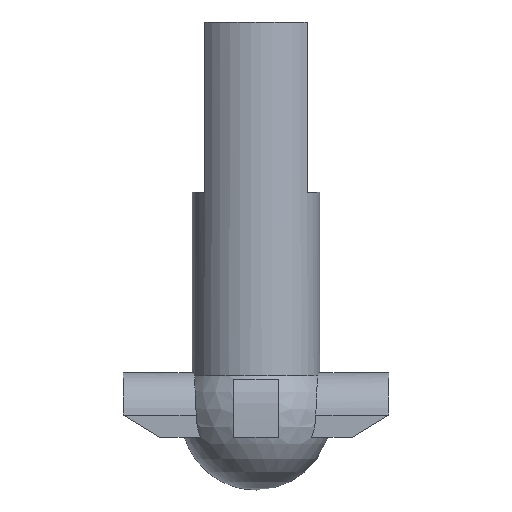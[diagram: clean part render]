
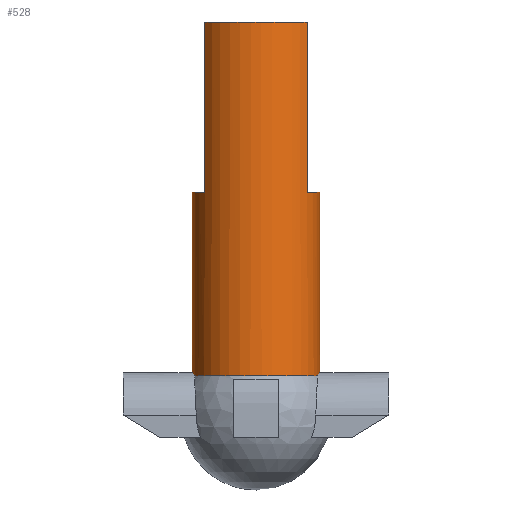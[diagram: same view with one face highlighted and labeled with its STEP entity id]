
A CAD part, front view. The second image highlights one B-rep face of the part: STEP entity #528.
In plain terms, the highlighted cylindrical face has radius 1.875 mm (diameter 3.75 mm), a full revolution.
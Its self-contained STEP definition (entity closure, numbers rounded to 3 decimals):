
#16=CYLINDRICAL_SURFACE('',#573,1.875);
#34=LINE('',#909,#75);
#35=LINE('',#913,#76);
#36=LINE('',#917,#77);
#37=LINE('',#921,#78);
#38=LINE('',#925,#79);
#39=LINE('',#929,#80);
#40=LINE('',#933,#81);
#41=LINE('',#937,#82);
#42=LINE('',#941,#83);
#75=VECTOR('',#669,1.875);
#76=VECTOR('',#672,1.);
#77=VECTOR('',#675,1.);
#78=VECTOR('',#678,1.);
#79=VECTOR('',#681,1.);
#80=VECTOR('',#684,1.);
#81=VECTOR('',#687,1.);
#82=VECTOR('',#690,1.);
#83=VECTOR('',#693,1.);
#145=FACE_OUTER_BOUND('',#176,.T.);
#176=EDGE_LOOP('',(#418,#419,#420,#421,#422,#423,#424,#425,#426,#427,#428,
#429,#430,#431,#432,#433,#434,#435,#436,#437,#438,#439,#440,#441));
#199=B_SPLINE_CURVE_WITH_KNOTS('',3,(#891,#892,#893,#894,#895,#896,#897,
#898,#899,#900),.UNSPECIFIED.,.F.,.F.,(4,2,2,2,4),(5.788,6.034,
6.294,6.555,6.8),.UNSPECIFIED.);
#200=B_SPLINE_CURVE_WITH_KNOTS('',3,(#902,#903,#904,#905,#906,#907),
 .UNSPECIFIED.,.F.,.F.,(4,2,4),(1.592,1.838,2.098),
 .UNSPECIFIED.);
#201=B_SPLINE_CURVE_WITH_KNOTS('',3,(#943,#944,#945,#946,#947,#948),
 .UNSPECIFIED.,.F.,.F.,(4,2,4),(2.098,2.358,2.604),
 .UNSPECIFIED.);
#204=CIRCLE('',#552,1.875);
#210=CIRCLE('',#558,1.875);
#216=CIRCLE('',#574,1.875);
#217=CIRCLE('',#575,1.875);
#218=CIRCLE('',#576,1.875);
#219=CIRCLE('',#577,1.875);
#220=CIRCLE('',#578,1.875);
#221=CIRCLE('',#579,1.875);
#222=CIRCLE('',#580,1.875);
#223=CIRCLE('',#581,1.875);
#224=CIRCLE('',#582,1.875);
#230=VERTEX_POINT('',#761);
#231=VERTEX_POINT('',#770);
#238=VERTEX_POINT('',#791);
#239=VERTEX_POINT('',#802);
#256=VERTEX_POINT('',#901);
#257=VERTEX_POINT('',#908);
#258=VERTEX_POINT('',#910);
#259=VERTEX_POINT('',#912);
#260=VERTEX_POINT('',#914);
#261=VERTEX_POINT('',#916);
#262=VERTEX_POINT('',#918);
#263=VERTEX_POINT('',#920);
#264=VERTEX_POINT('',#922);
#265=VERTEX_POINT('',#924);
#266=VERTEX_POINT('',#926);
#267=VERTEX_POINT('',#928);
#268=VERTEX_POINT('',#930);
#269=VERTEX_POINT('',#932);
#270=VERTEX_POINT('',#934);
#271=VERTEX_POINT('',#936);
#272=VERTEX_POINT('',#938);
#273=VERTEX_POINT('',#940);
#282=EDGE_CURVE('',#231,#230,#204,.T.);
#290=EDGE_CURVE('',#239,#238,#210,.T.);
#317=EDGE_CURVE('',#238,#231,#199,.T.);
#318=EDGE_CURVE('',#230,#256,#200,.T.);
#319=EDGE_CURVE('',#256,#257,#34,.T.);
#320=EDGE_CURVE('',#258,#257,#216,.T.);
#321=EDGE_CURVE('',#259,#258,#35,.T.);
#322=EDGE_CURVE('',#260,#259,#217,.T.);
#323=EDGE_CURVE('',#261,#260,#36,.T.);
#324=EDGE_CURVE('',#262,#261,#218,.T.);
#325=EDGE_CURVE('',#263,#262,#37,.T.);
#326=EDGE_CURVE('',#264,#263,#219,.T.);
#327=EDGE_CURVE('',#265,#264,#38,.T.);
#328=EDGE_CURVE('',#266,#265,#220,.T.);
#329=EDGE_CURVE('',#267,#266,#39,.T.);
#330=EDGE_CURVE('',#268,#267,#221,.T.);
#331=EDGE_CURVE('',#269,#268,#40,.T.);
#332=EDGE_CURVE('',#270,#269,#222,.T.);
#333=EDGE_CURVE('',#271,#270,#41,.T.);
#334=EDGE_CURVE('',#272,#271,#223,.T.);
#335=EDGE_CURVE('',#273,#272,#42,.T.);
#336=EDGE_CURVE('',#257,#273,#224,.T.);
#337=EDGE_CURVE('',#256,#239,#201,.T.);
#418=ORIENTED_EDGE('',*,*,#290,.T.);
#419=ORIENTED_EDGE('',*,*,#317,.T.);
#420=ORIENTED_EDGE('',*,*,#282,.T.);
#421=ORIENTED_EDGE('',*,*,#318,.T.);
#422=ORIENTED_EDGE('',*,*,#319,.T.);
#423=ORIENTED_EDGE('',*,*,#320,.F.);
#424=ORIENTED_EDGE('',*,*,#321,.F.);
#425=ORIENTED_EDGE('',*,*,#322,.F.);
#426=ORIENTED_EDGE('',*,*,#323,.F.);
#427=ORIENTED_EDGE('',*,*,#324,.F.);
#428=ORIENTED_EDGE('',*,*,#325,.F.);
#429=ORIENTED_EDGE('',*,*,#326,.F.);
#430=ORIENTED_EDGE('',*,*,#327,.F.);
#431=ORIENTED_EDGE('',*,*,#328,.F.);
#432=ORIENTED_EDGE('',*,*,#329,.F.);
#433=ORIENTED_EDGE('',*,*,#330,.F.);
#434=ORIENTED_EDGE('',*,*,#331,.F.);
#435=ORIENTED_EDGE('',*,*,#332,.F.);
#436=ORIENTED_EDGE('',*,*,#333,.F.);
#437=ORIENTED_EDGE('',*,*,#334,.F.);
#438=ORIENTED_EDGE('',*,*,#335,.F.);
#439=ORIENTED_EDGE('',*,*,#336,.F.);
#440=ORIENTED_EDGE('',*,*,#319,.F.);
#441=ORIENTED_EDGE('',*,*,#337,.T.);
#528=ADVANCED_FACE('',(#145),#16,.T.);
#552=AXIS2_PLACEMENT_3D('',#771,#611,#612);
#558=AXIS2_PLACEMENT_3D('',#803,#623,#624);
#573=AXIS2_PLACEMENT_3D('',#890,#667,#668);
#574=AXIS2_PLACEMENT_3D('',#911,#670,#671);
#575=AXIS2_PLACEMENT_3D('',#915,#673,#674);
#576=AXIS2_PLACEMENT_3D('',#919,#676,#677);
#577=AXIS2_PLACEMENT_3D('',#923,#679,#680);
#578=AXIS2_PLACEMENT_3D('',#927,#682,#683);
#579=AXIS2_PLACEMENT_3D('',#931,#685,#686);
#580=AXIS2_PLACEMENT_3D('',#935,#688,#689);
#581=AXIS2_PLACEMENT_3D('',#939,#691,#692);
#582=AXIS2_PLACEMENT_3D('',#942,#694,#695);
#611=DIRECTION('center_axis',(0.,0.,1.));
#612=DIRECTION('ref_axis',(-1.,0.,0.));
#623=DIRECTION('center_axis',(0.,0.,1.));
#624=DIRECTION('ref_axis',(-1.,0.,0.));
#667=DIRECTION('center_axis',(0.,0.,-1.));
#668=DIRECTION('ref_axis',(-1.,0.,0.));
#669=DIRECTION('',(0.,0.,1.));
#670=DIRECTION('center_axis',(0.,0.,1.));
#671=DIRECTION('ref_axis',(-1.,0.,0.));
#672=DIRECTION('',(0.,0.,-1.));
#673=DIRECTION('center_axis',(0.,0.,1.));
#674=DIRECTION('ref_axis',(-1.,0.,0.));
#675=DIRECTION('',(0.,0.,1.));
#676=DIRECTION('center_axis',(0.,0.,1.));
#677=DIRECTION('ref_axis',(-1.,0.,0.));
#678=DIRECTION('',(0.,0.,-1.));
#679=DIRECTION('center_axis',(0.,0.,1.));
#680=DIRECTION('ref_axis',(-1.,0.,0.));
#681=DIRECTION('',(0.,0.,1.));
#682=DIRECTION('center_axis',(0.,0.,1.));
#683=DIRECTION('ref_axis',(-1.,0.,0.));
#684=DIRECTION('',(0.,0.,-1.));
#685=DIRECTION('center_axis',(0.,0.,1.));
#686=DIRECTION('ref_axis',(-1.,0.,0.));
#687=DIRECTION('',(0.,0.,1.));
#688=DIRECTION('center_axis',(0.,0.,1.));
#689=DIRECTION('ref_axis',(-1.,0.,0.));
#690=DIRECTION('',(0.,0.,-1.));
#691=DIRECTION('center_axis',(0.,0.,1.));
#692=DIRECTION('ref_axis',(-1.,0.,0.));
#693=DIRECTION('',(0.,0.,1.));
#694=DIRECTION('center_axis',(0.,0.,1.));
#695=DIRECTION('ref_axis',(-1.,0.,0.));
#761=CARTESIAN_POINT('',(-3.734,-6.044,6.87));
#770=CARTESIAN_POINT('',(-7.346,-6.044,6.87));
#771=CARTESIAN_POINT('Origin',(-5.54,-5.541,6.87));
#791=CARTESIAN_POINT('',(-7.346,-5.037,6.87));
#802=CARTESIAN_POINT('',(-3.734,-5.037,6.87));
#803=CARTESIAN_POINT('Origin',(-5.54,-5.541,6.87));
#890=CARTESIAN_POINT('Origin',(-5.54,-5.541,17.27));
#891=CARTESIAN_POINT('Ctrl Pts',(-7.346,-5.037,6.87));
#892=CARTESIAN_POINT('Ctrl Pts',(-7.368,-5.114,6.902));
#893=CARTESIAN_POINT('Ctrl Pts',(-7.385,-5.195,6.927));
#894=CARTESIAN_POINT('Ctrl Pts',(-7.409,-5.365,6.961));
#895=CARTESIAN_POINT('Ctrl Pts',(-7.415,-5.454,6.97));
#896=CARTESIAN_POINT('Ctrl Pts',(-7.415,-5.627,6.97));
#897=CARTESIAN_POINT('Ctrl Pts',(-7.409,-5.716,6.961));
#898=CARTESIAN_POINT('Ctrl Pts',(-7.385,-5.886,6.927));
#899=CARTESIAN_POINT('Ctrl Pts',(-7.368,-5.967,6.902));
#900=CARTESIAN_POINT('Ctrl Pts',(-7.346,-6.044,6.87));
#901=CARTESIAN_POINT('',(-3.665,-5.541,6.97));
#902=CARTESIAN_POINT('Ctrl Pts',(-3.734,-6.044,6.87));
#903=CARTESIAN_POINT('Ctrl Pts',(-3.712,-5.967,6.902));
#904=CARTESIAN_POINT('Ctrl Pts',(-3.695,-5.886,6.927));
#905=CARTESIAN_POINT('Ctrl Pts',(-3.671,-5.716,6.961));
#906=CARTESIAN_POINT('Ctrl Pts',(-3.665,-5.627,6.97));
#907=CARTESIAN_POINT('Ctrl Pts',(-3.665,-5.541,6.97));
#908=CARTESIAN_POINT('',(-3.665,-5.541,12.27));
#909=CARTESIAN_POINT('',(-3.665,-5.541,17.27));
#910=CARTESIAN_POINT('',(-4.04,-6.666,12.27));
#911=CARTESIAN_POINT('Origin',(-5.54,-5.541,12.27));
#912=CARTESIAN_POINT('',(-4.04,-6.666,17.27));
#913=CARTESIAN_POINT('',(-4.04,-6.666,17.27));
#914=CARTESIAN_POINT('',(-7.04,-6.666,17.27));
#915=CARTESIAN_POINT('Origin',(-5.54,-5.541,17.27));
#916=CARTESIAN_POINT('',(-7.04,-6.666,12.27));
#917=CARTESIAN_POINT('',(-7.04,-6.666,17.27));
#918=CARTESIAN_POINT('',(-7.04,-4.416,12.27));
#919=CARTESIAN_POINT('Origin',(-5.54,-5.541,12.27));
#920=CARTESIAN_POINT('',(-7.04,-4.416,17.27));
#921=CARTESIAN_POINT('',(-7.04,-4.416,17.27));
#922=CARTESIAN_POINT('',(-6.815,-4.166,17.27));
#923=CARTESIAN_POINT('Origin',(-5.54,-5.541,17.27));
#924=CARTESIAN_POINT('',(-6.815,-4.166,12.27));
#925=CARTESIAN_POINT('',(-6.815,-4.166,17.27));
#926=CARTESIAN_POINT('',(-6.04,-3.733,12.27));
#927=CARTESIAN_POINT('Origin',(-5.54,-5.541,12.27));
#928=CARTESIAN_POINT('',(-6.04,-3.733,17.27));
#929=CARTESIAN_POINT('',(-6.04,-3.733,17.27));
#930=CARTESIAN_POINT('',(-5.04,-3.733,17.27));
#931=CARTESIAN_POINT('Origin',(-5.54,-5.541,17.27));
#932=CARTESIAN_POINT('',(-5.04,-3.733,12.27));
#933=CARTESIAN_POINT('',(-5.04,-3.733,17.27));
#934=CARTESIAN_POINT('',(-4.265,-4.166,12.27));
#935=CARTESIAN_POINT('Origin',(-5.54,-5.541,12.27));
#936=CARTESIAN_POINT('',(-4.265,-4.166,17.27));
#937=CARTESIAN_POINT('',(-4.265,-4.166,17.27));
#938=CARTESIAN_POINT('',(-4.04,-4.416,17.27));
#939=CARTESIAN_POINT('Origin',(-5.54,-5.541,17.27));
#940=CARTESIAN_POINT('',(-4.04,-4.416,12.27));
#941=CARTESIAN_POINT('',(-4.04,-4.416,17.27));
#942=CARTESIAN_POINT('Origin',(-5.54,-5.541,12.27));
#943=CARTESIAN_POINT('Ctrl Pts',(-3.665,-5.541,6.97));
#944=CARTESIAN_POINT('Ctrl Pts',(-3.665,-5.454,6.97));
#945=CARTESIAN_POINT('Ctrl Pts',(-3.671,-5.365,6.961));
#946=CARTESIAN_POINT('Ctrl Pts',(-3.695,-5.195,6.927));
#947=CARTESIAN_POINT('Ctrl Pts',(-3.712,-5.114,6.902));
#948=CARTESIAN_POINT('Ctrl Pts',(-3.734,-5.037,6.87));
